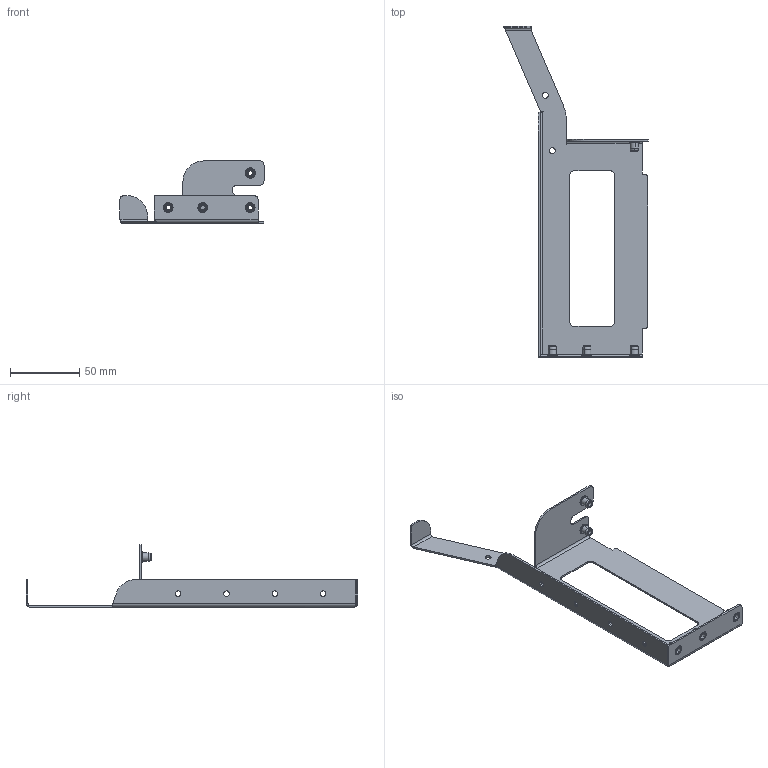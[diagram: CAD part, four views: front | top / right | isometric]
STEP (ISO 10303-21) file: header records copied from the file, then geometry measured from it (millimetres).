
FILE_DESCRIPTION (( 'STEP AP203' ), '1' );
FILE_NAME ('MMP.05.00.00.000-01 Support assembly.STEP', '2023-02-14T10:50:09', ( '' ), ( '' ), 'SwSTEP 2.0', 'SolidWorks 2017', '' );
FILE_SCHEMA (( 'CONFIG_CONTROL_DESIGN' ));
Length unit declared in the file: millimetre
Products named in the file (3): Ãàéêà êëåïàëüíàÿ Ì4_0,5-2 óì. ïîòàé, ñòàëü_ãáâ. ­  1,2 ¬¬; MMP.05.00.00.001 Support_嚗嗒牜獱; MMP.05.00.00.000-01 Support assembly
Assembly tree (6 placements, depth 2):
  MMP.05.00.00.000-01 Support assembly
    MMP.05.00.00.001 Support_嚗嗒牜獱
    Ãàéêà êëåïàëüíàÿ Ì4_0,5-2 óì. ïîòàé, ñòàëü_ãáâ. ­  1,2 ¬¬  x5
Bounding box: 104.35 x 240 x 45 mm (x, y, z)
Volume: 21061.5 mm3; surface area: 37075.1 mm2
Topology: 6 solids, 6 shells, 232 faces, 523 edges, 318 vertices
Faces by surface type: cylinder 86, plane 72, torus 40, cone 30, bspline 4
Entity records: 4315 total; most frequent: CARTESIAN_POINT 835, DIRECTION 676, ORIENTED_EDGE 614, EDGE_CURVE 307, AXIS2_PLACEMENT_3D 253, VERTEX_POINT 190, VECTOR 170, LINE 170
